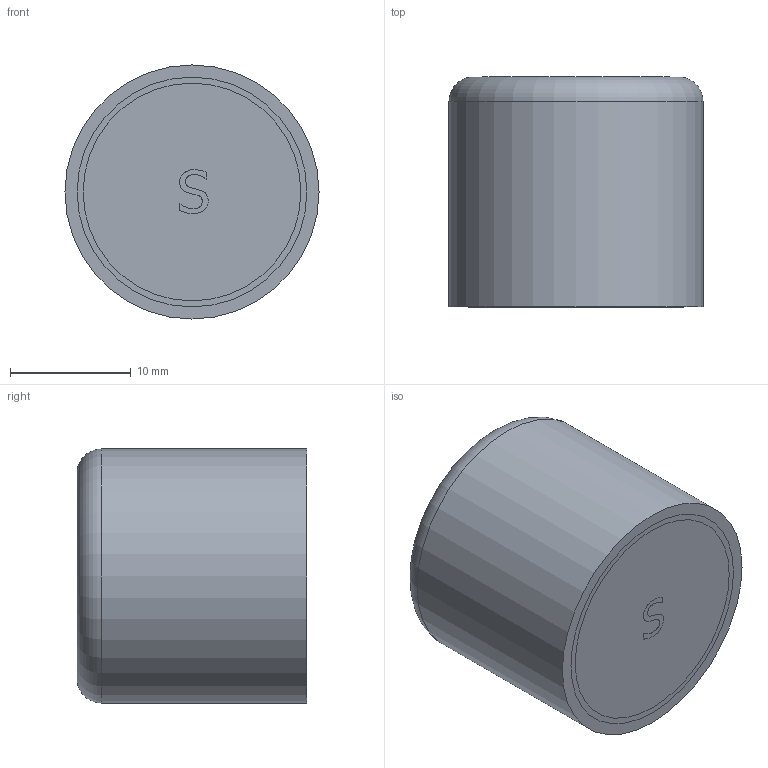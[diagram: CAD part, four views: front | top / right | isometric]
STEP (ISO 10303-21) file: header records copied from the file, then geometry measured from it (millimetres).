
FILE_DESCRIPTION(/* description */ ('','CAx-IF Rec.Pracs.---Representation and Presentation of Product Manufacturing Information (PMI)---4.0---2014-10-13'),/* implementation_level */ '2;1');
FILE_NAME(/* name */ 'GM16251.stp',/* time_stamp */ '2020-09-03T10:17:45+02:00',/* author */ ('tm'),/* organization */ (''),/* preprocessor_version */ 'ST-DEVELOPER v17.2',/* originating_system */ 'Autodesk Inventor 2019',/* authorisation */ '');
FILE_SCHEMA (('AP242_MANAGED_MODEL_BASED_3D_ENGINEERING_MIM_LF { 1 0 10303 442 1 1 4 }'));
Length unit declared in the file: millimetre
Products named in the file (4): GM16251; E0133388; E0133389; E0133409
Assembly tree (3 placements, depth 2):
  GM16251
    E0133388
    E0133389
    E0133409
Bounding box: 21 x 19 x 21 mm (x, y, z)
Volume: 6387.1 mm3; surface area: 5117.9 mm2
Topology: 3 solids, 3 shells, 48 faces, 122 edges, 84 vertices
Faces by surface type: plane 24, bspline 16, cylinder 6, cone 1, torus 1
Full cylindrical faces by diameter (mm): 5 x1, 18 x2, 19 x2, 21 x1
Entity records: 1790 total; most frequent: CARTESIAN_POINT 515, ORIENTED_EDGE 234, DIRECTION 193, EDGE_CURVE 117, VERTEX_POINT 79, LINE 65, VECTOR 65, AXIS2_PLACEMENT_3D 64
